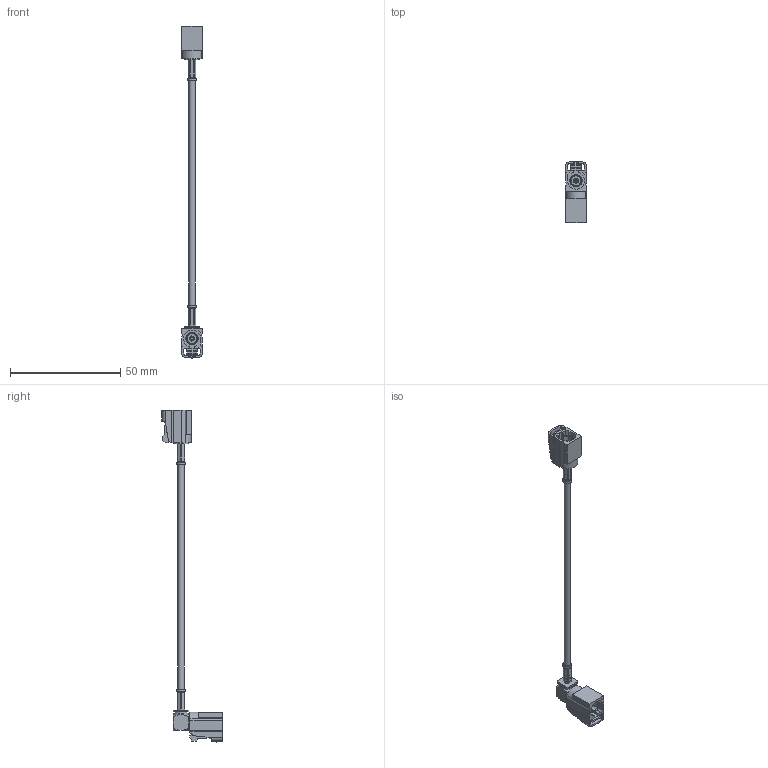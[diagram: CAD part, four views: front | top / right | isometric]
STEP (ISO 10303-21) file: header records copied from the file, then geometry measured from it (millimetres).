
FILE_DESCRIPTION (( 'STEP AP203' ), '1' );
FILE_NAME ('FMCA1347_3D.step', '2022-09-23T15:40:53', ( '' ), ( '' ), 'SwSTEP 2.0', 'SolidWorks 2021', '' );
FILE_SCHEMA (( 'CONFIG_CONTROL_DESIGN' ));
Length unit declared in the file: inch
Products named in the file (4): FMCN1348H^FMCA1347_H-Crimped; FMCA1347_3D; FMCN1346B^FMCA1347_B-Crimped; LMR-100A^FMCA1347_LMR-100A
Assembly tree (3 placements, depth 2):
  FMCA1347_3D
    LMR-100A^FMCA1347_LMR-100A
    FMCN1346B^FMCA1347_B-Crimped
    FMCN1348H^FMCA1347_H-Crimped
Bounding box: 9.4 x 27.62 x 150.37 mm (x, y, z)
Volume: 3435.3 mm3; surface area: 5251.1 mm2
Topology: 13 solids, 13 shells, 419 faces, 1114 edges, 734 vertices
Faces by surface type: plane 253, cylinder 119, cone 32, bspline 15
Full cylindrical faces by diameter (mm): 0.508 x1, 0.55 x1, 0.812 x1, 0.885 x1, 1.016 x2, 1.022 x2, 1.2 x1, 1.7 x2, 2.286 x2, 2.7 x4, 2.794 x1, 2.852 x2, 3.48 x2, 3.5 x1, 3.988 x2, 4.497 x2, 5 x1, 5.513 x2, 5.869 x1, 6.883 x2, 6.999 x1
Entity records: 17403 total; most frequent: CARTESIAN_POINT 7196, ORIENTED_EDGE 2094, DIRECTION 1852, EDGE_CURVE 1047, VERTEX_POINT 715, AXIS2_PLACEMENT_3D 646, VECTOR 560, LINE 560
